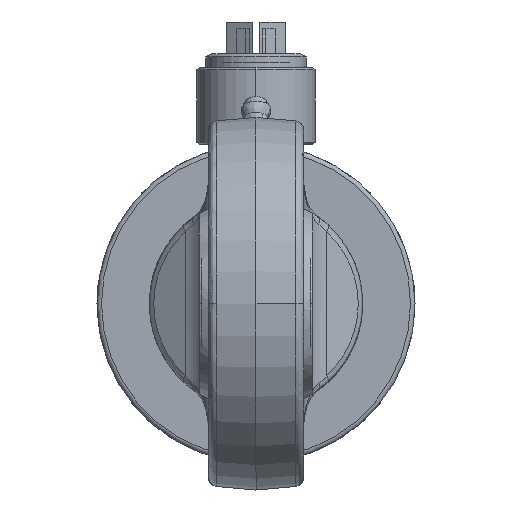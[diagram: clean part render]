
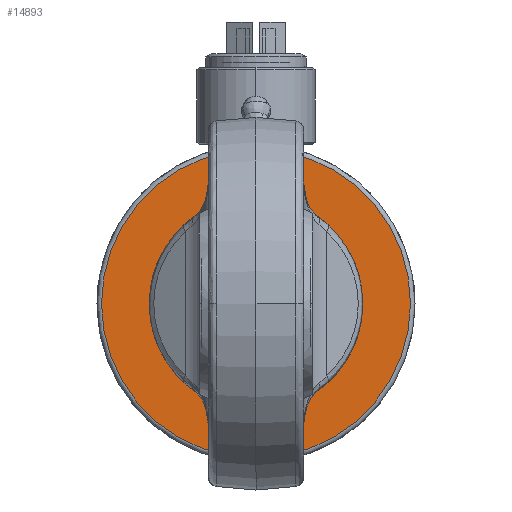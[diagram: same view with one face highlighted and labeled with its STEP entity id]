
A CAD part, left-side view. The second image highlights one B-rep face of the part: STEP entity #14893.
In plain terms, the highlighted planar face has unit normal (-1, 0, 0).
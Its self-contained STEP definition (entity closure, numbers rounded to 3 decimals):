
#318 = CARTESIAN_POINT ( 'NONE',  ( -10., 0., 0. ) ) ;
#531 = DIRECTION ( 'NONE',  ( -1., 0., 0. ) ) ;
#735 = CARTESIAN_POINT ( 'NONE',  ( -10., 0., -2. ) ) ;
#784 = ORIENTED_EDGE ( 'NONE', *, *, #14644, .T. ) ;
#1281 = PLANE ( 'NONE',  #1343 ) ;
#1343 = AXIS2_PLACEMENT_3D ( 'NONE', #2860, #16646, #21533 ) ;
#1763 = DIRECTION ( 'NONE',  ( 0., 0., 1. ) ) ;
#1869 = EDGE_CURVE ( 'NONE', #20282, #5183, #19947, .T. ) ;
#2860 = CARTESIAN_POINT ( 'NONE',  ( -10., 0., 34. ) ) ;
#2927 = CARTESIAN_POINT ( 'NONE',  ( -10., 0., 34. ) ) ;
#3501 = CIRCLE ( 'NONE', #9989, 2. ) ;
#3516 = EDGE_LOOP ( 'NONE', ( #5500, #19382 ) ) ;
#5183 = VERTEX_POINT ( 'NONE', #735 ) ;
#5210 = CIRCLE ( 'NONE', #13159, 34. ) ;
#5500 = ORIENTED_EDGE ( 'NONE', *, *, #9476, .T. ) ;
#5720 = DIRECTION ( 'NONE',  ( 0., 0., -1. ) ) ;
#6672 = CARTESIAN_POINT ( 'NONE',  ( -10., 0., 2. ) ) ;
#6852 = DIRECTION ( 'NONE',  ( -1., 0., 0. ) ) ;
#7687 = CARTESIAN_POINT ( 'NONE',  ( -10., 0., 0. ) ) ;
#7733 = FACE_BOUND ( 'NONE', #10665, .T. ) ;
#8671 = VERTEX_POINT ( 'NONE', #2927 ) ;
#9476 = EDGE_CURVE ( 'NONE', #8671, #14238, #16051, .T. ) ;
#9531 = EDGE_CURVE ( 'NONE', #14238, #8671, #5210, .T. ) ;
#9989 = AXIS2_PLACEMENT_3D ( 'NONE', #7687, #16267, #11091 ) ;
#10473 = CARTESIAN_POINT ( 'NONE',  ( -10., 0., 0. ) ) ;
#10665 = EDGE_LOOP ( 'NONE', ( #784, #16053 ) ) ;
#11091 = DIRECTION ( 'NONE',  ( 0., 0., -1. ) ) ;
#13034 = FACE_OUTER_BOUND ( 'NONE', #3516, .T. ) ;
#13159 = AXIS2_PLACEMENT_3D ( 'NONE', #318, #531, #14198 ) ;
#13960 = CARTESIAN_POINT ( 'NONE',  ( -10., 0., -34. ) ) ;
#14198 = DIRECTION ( 'NONE',  ( 0., 0., 1. ) ) ;
#14238 = VERTEX_POINT ( 'NONE', #13960 ) ;
#14644 = EDGE_CURVE ( 'NONE', #5183, #20282, #3501, .T. ) ;
#14893 = ADVANCED_FACE ( 'NONE', ( #13034, #7733 ), #1281, .T. ) ;
#16051 = CIRCLE ( 'NONE', #21096, 34. ) ;
#16053 = ORIENTED_EDGE ( 'NONE', *, *, #1869, .T. ) ;
#16126 = DIRECTION ( 'NONE',  ( 1., 0., 0. ) ) ;
#16267 = DIRECTION ( 'NONE',  ( 1., 0., 0. ) ) ;
#16646 = DIRECTION ( 'NONE',  ( -1., 0., 0. ) ) ;
#19382 = ORIENTED_EDGE ( 'NONE', *, *, #9531, .T. ) ;
#19947 = CIRCLE ( 'NONE', #21768, 2. ) ;
#20282 = VERTEX_POINT ( 'NONE', #6672 ) ;
#21096 = AXIS2_PLACEMENT_3D ( 'NONE', #10473, #6852, #1763 ) ;
#21217 = CARTESIAN_POINT ( 'NONE',  ( -10., 0., 0. ) ) ;
#21533 = DIRECTION ( 'NONE',  ( 0., 0., 1. ) ) ;
#21768 = AXIS2_PLACEMENT_3D ( 'NONE', #21217, #16126, #5720 ) ;
